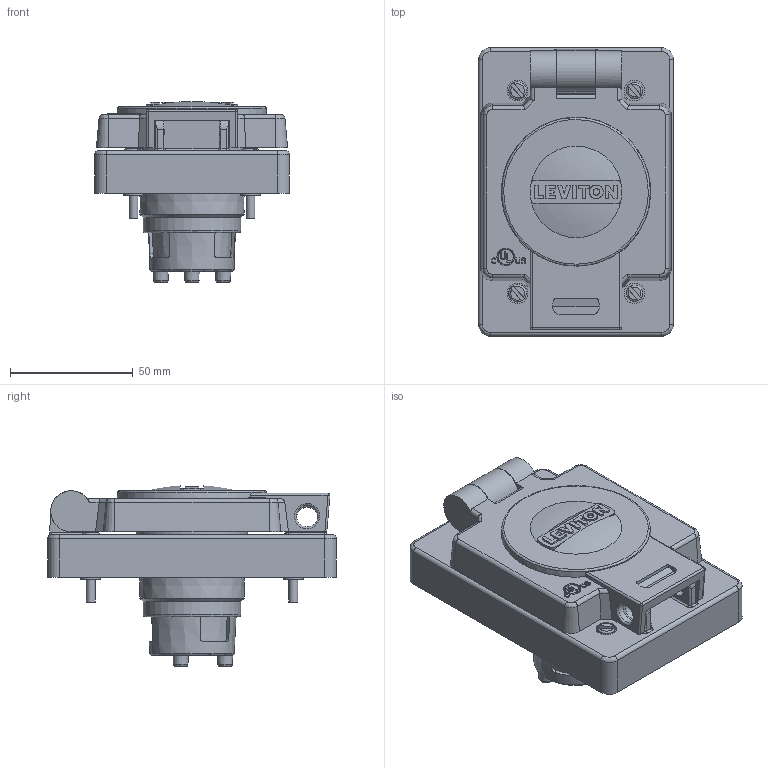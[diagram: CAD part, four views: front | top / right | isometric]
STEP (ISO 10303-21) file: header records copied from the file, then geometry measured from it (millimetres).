
FILE_DESCRIPTION (( 'STEP AP214' ), '1' );
FILE_NAME ('CATSTD-90W33-00S-M01.STEP', '2019-10-25T17:51:55', ( '' ), ( '' ), 'SwSTEP 2.0', 'SolidWorks 2017', '' );
FILE_SCHEMA (( 'AUTOMOTIVE_DESIGN' ));
Length unit declared in the file: inch
Products named in the file (2): CATSTD-90W33-00S-M01
Bounding box: 79.38 x 117.47 x 73.73 mm (x, y, z)
Volume: 294788.1 mm3; surface area: 51007.5 mm2
Topology: 1 solids, 1 shells, 456 faces, 1253 edges, 842 vertices
Faces by surface type: plane 225, cylinder 163, bspline 52, cone 14, torus 2
Full cylindrical faces by diameter (mm): 2.682 x1, 3.556 x4, 4.775 x4, 5.588 x1, 6.238 x1, 6.604 x2, 7.112 x2, 7.137 x1, 7.925 x4, 8.382 x4, 8.687 x4, 11.963 x2, 39.675 x1, 45.212 x1
Entity records: 26583 total; most frequent: CARTESIAN_POINT 10247, ORIENTED_EDGE 2388, DIRECTION 1653, EDGE_CURVE 1194, VERTEX_POINT 835, LINE 611, VECTOR 611, EDGE_LOOP 563
